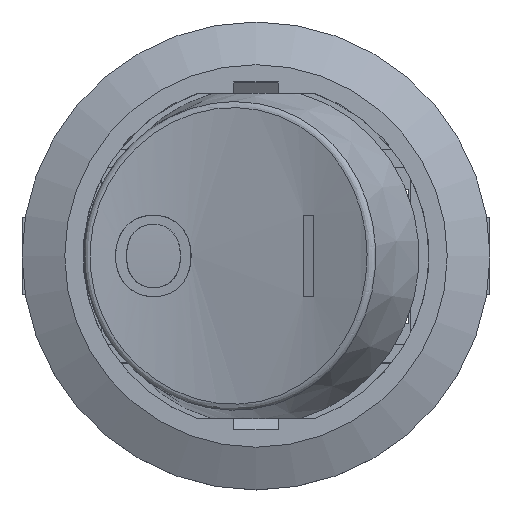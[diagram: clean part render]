
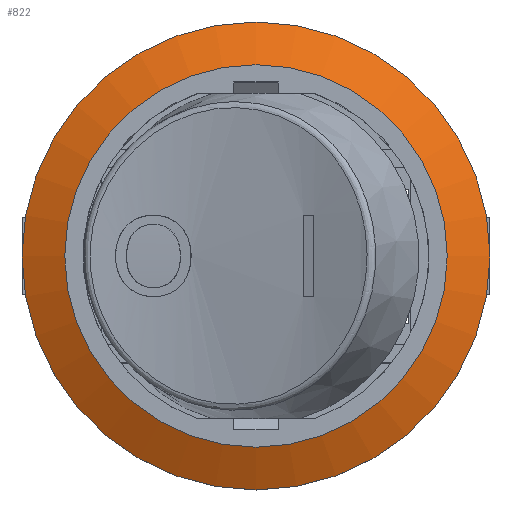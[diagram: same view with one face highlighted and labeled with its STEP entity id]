
A CAD part, top view. The second image highlights one B-rep face of the part: STEP entity #822.
In plain terms, the highlighted conical face has half-angle 64.537 degrees and reference radius 11.5 mm.
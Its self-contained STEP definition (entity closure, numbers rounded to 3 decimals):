
#822 = ADVANCED_FACE( '', ( #1722, #1723 ), #1724, .T. );
#1722 = FACE_BOUND( '', #4636, .T. );
#1723 = FACE_OUTER_BOUND( '', #4637, .T. );
#1724 = CONICAL_SURFACE( '', #4638, 11.5, 1.126 );
#4636 = EDGE_LOOP( '', ( #7471 ) );
#4637 = EDGE_LOOP( '', ( #7472 ) );
#4638 = AXIS2_PLACEMENT_3D( '', #7473, #7474, #7475 );
#7471 = ORIENTED_EDGE( '', *, *, #9203, .T. );
#7472 = ORIENTED_EDGE( '', *, *, #9563, .F. );
#7473 = CARTESIAN_POINT( '', ( 0., 0., 15.5 ) );
#7474 = DIRECTION( '', ( 0., 0., -1. ) );
#7475 = DIRECTION( '', ( -1., 0., 0. ) );
#9203 = EDGE_CURVE( '', #10758, #10758, #10759, .T. );
#9563 = EDGE_CURVE( '', #11268, #11268, #11269, .T. );
#10758 = VERTEX_POINT( '', #13570 );
#10759 = CIRCLE( '', #13571, 9.4 );
#11268 = VERTEX_POINT( '', #15296 );
#11269 = CIRCLE( '', #15297, 11.5 );
#13570 = CARTESIAN_POINT( '', ( -9.4, 0., 16.5 ) );
#13571 = AXIS2_PLACEMENT_3D( '', #16531, #16532, #16533 );
#15296 = CARTESIAN_POINT( '', ( -11.5, 0., 15.5 ) );
#15297 = AXIS2_PLACEMENT_3D( '', #16803, #16804, #16805 );
#16531 = CARTESIAN_POINT( '', ( 0., 0., 16.5 ) );
#16532 = DIRECTION( '', ( 0., 0., -1. ) );
#16533 = DIRECTION( '', ( -1., 0., 0. ) );
#16803 = CARTESIAN_POINT( '', ( 0., 0., 15.5 ) );
#16804 = DIRECTION( '', ( 0., 0., -1. ) );
#16805 = DIRECTION( '', ( -1., 0., 0. ) );
